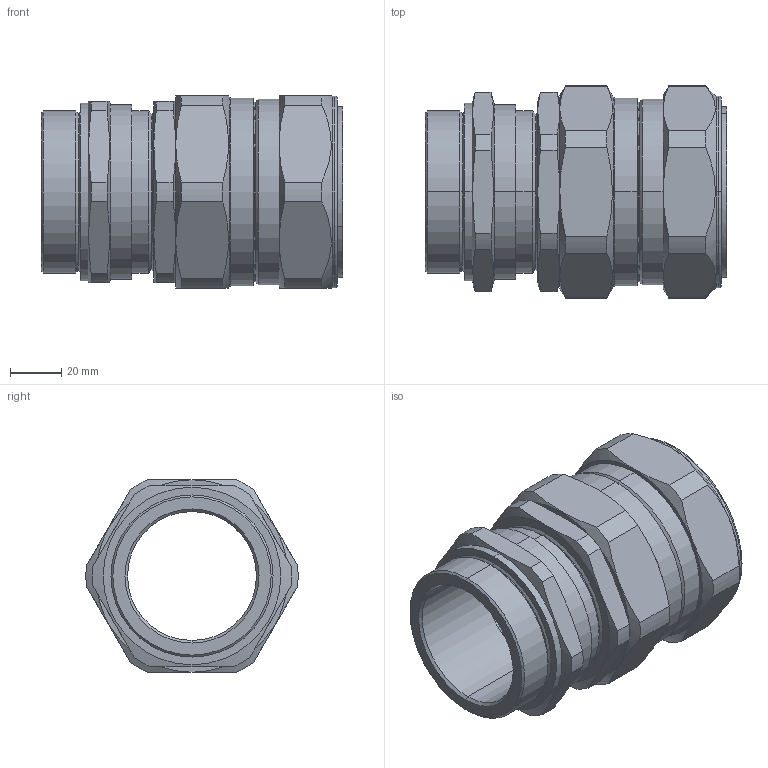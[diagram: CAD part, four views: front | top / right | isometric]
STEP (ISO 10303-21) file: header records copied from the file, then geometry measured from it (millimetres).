
FILE_DESCRIPTION (( 'STEP AP203' ), '1' );
FILE_NAME ('63SE%1RA.STEP', '2021-04-21T10:36:27', ( '' ), ( '' ), 'SwSTEP 2.0', 'SolidWorks 2017', '' );
FILE_SCHEMA (( 'CONFIG_CONTROL_DESIGN' ));
Length unit declared in the file: millimetre
Products named in the file (1): 63SE%1RA
Bounding box: 117.3 x 82.46 x 75 mm (x, y, z)
Volume: 188233.3 mm3; surface area: 56692.4 mm2
Topology: 1 solids, 1 shells, 138 faces, 332 edges, 206 vertices
Faces by surface type: cylinder 52, cone 44, plane 36, torus 6
Entity records: 4511 total; most frequent: CARTESIAN_POINT 1225, DIRECTION 692, ORIENTED_EDGE 664, EDGE_CURVE 332, AXIS2_PLACEMENT_3D 289, VERTEX_POINT 206, EDGE_LOOP 150, CIRCLE 150
